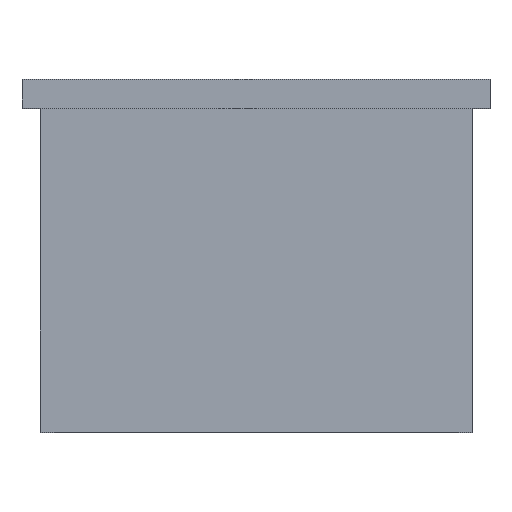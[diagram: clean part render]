
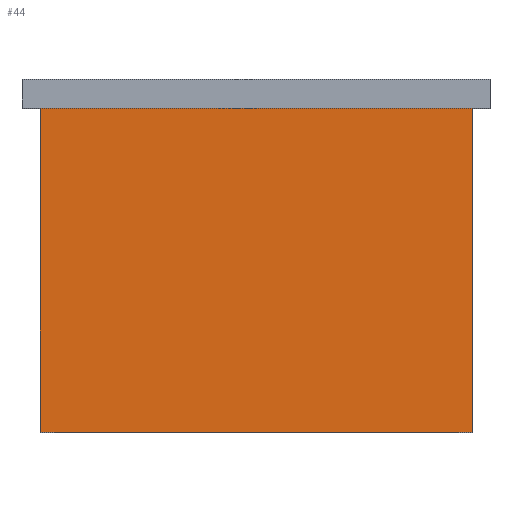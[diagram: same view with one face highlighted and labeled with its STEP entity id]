
A CAD part, top view. The second image highlights one B-rep face of the part: STEP entity #44.
In plain terms, the highlighted planar face has unit normal (0, 0, 1).
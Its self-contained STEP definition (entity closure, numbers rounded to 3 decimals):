
#44 = ADVANCED_FACE( '', ( #98 ), #99, .T. );
#98 = FACE_OUTER_BOUND( '', #159, .T. );
#99 = PLANE( '', #160 );
#159 = EDGE_LOOP( '', ( #223, #224, #225, #226 ) );
#160 = AXIS2_PLACEMENT_3D( '', #227, #228, #229 );
#223 = ORIENTED_EDGE( '', *, *, #385, .F. );
#224 = ORIENTED_EDGE( '', *, *, #388, .F. );
#225 = ORIENTED_EDGE( '', *, *, #389, .T. );
#226 = ORIENTED_EDGE( '', *, *, #390, .T. );
#227 = CARTESIAN_POINT( '', ( -6., -9., 2. ) );
#228 = DIRECTION( '', ( 0., 0., 1. ) );
#229 = DIRECTION( '', ( 1., 0., 0. ) );
#385 = EDGE_CURVE( '', #456, #458, #459, .T. );
#388 = EDGE_CURVE( '', #462, #456, #463, .T. );
#389 = EDGE_CURVE( '', #462, #464, #465, .T. );
#390 = EDGE_CURVE( '', #464, #458, #466, .T. );
#456 = VERTEX_POINT( '', #559 );
#458 = VERTEX_POINT( '', #562 );
#459 = LINE( '', #563, #564 );
#462 = VERTEX_POINT( '', #568 );
#463 = LINE( '', #569, #570 );
#464 = VERTEX_POINT( '', #571 );
#465 = LINE( '', #572, #573 );
#466 = LINE( '', #574, #575 );
#559 = CARTESIAN_POINT( '', ( -6., 0., 2. ) );
#562 = CARTESIAN_POINT( '', ( 6., 0., 2. ) );
#563 = CARTESIAN_POINT( '', ( -6., 0., 2. ) );
#564 = VECTOR( '', #690, 1000. );
#568 = CARTESIAN_POINT( '', ( -6., -9., 2. ) );
#569 = CARTESIAN_POINT( '', ( -6., -9., 2. ) );
#570 = VECTOR( '', #692, 1000. );
#571 = CARTESIAN_POINT( '', ( 6., -9., 2. ) );
#572 = CARTESIAN_POINT( '', ( -6., -9., 2. ) );
#573 = VECTOR( '', #693, 1000. );
#574 = CARTESIAN_POINT( '', ( 6., -9., 2. ) );
#575 = VECTOR( '', #694, 1000. );
#690 = DIRECTION( '', ( 1., 0., 0. ) );
#692 = DIRECTION( '', ( 0., 1., 0. ) );
#693 = DIRECTION( '', ( 1., 0., 0. ) );
#694 = DIRECTION( '', ( 0., 1., 0. ) );
